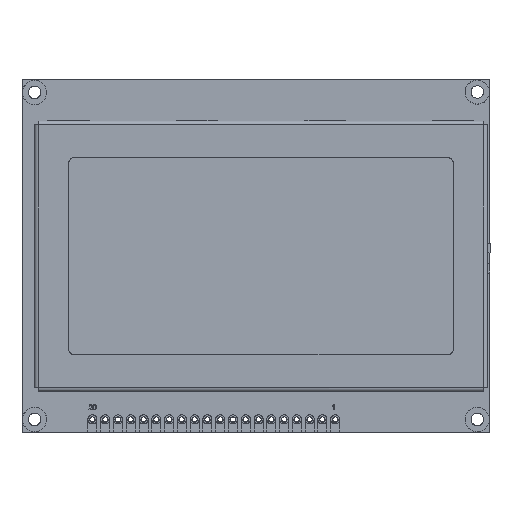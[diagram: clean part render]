
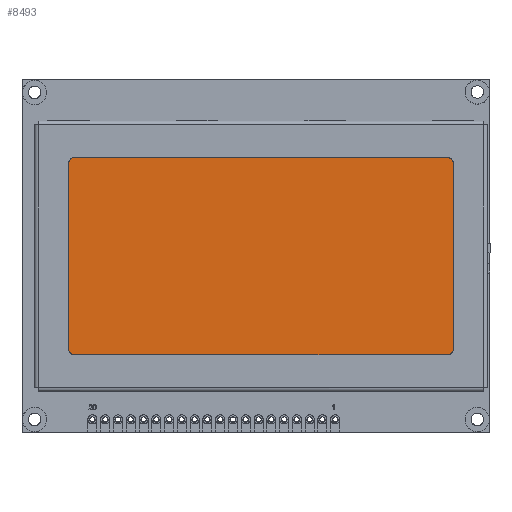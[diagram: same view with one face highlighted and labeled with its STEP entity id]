
A CAD part, top view. The second image highlights one B-rep face of the part: STEP entity #8493.
In plain terms, the highlighted planar face has unit normal (0, 0, 1).
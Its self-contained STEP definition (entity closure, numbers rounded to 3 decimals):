
#8493=ADVANCED_FACE('',(#9307),#24686,.T.);
#9307=FACE_OUTER_BOUND('',#10121,.T.);
#10121=EDGE_LOOP('',(#11102,#11103,#11104,#11105,#11106,#11107,#11108,#11109));
#11102=ORIENTED_EDGE('',*,*,#14716,.T.);
#11103=ORIENTED_EDGE('',*,*,#14717,.T.);
#11104=ORIENTED_EDGE('',*,*,#14718,.T.);
#11105=ORIENTED_EDGE('',*,*,#14719,.T.);
#11106=ORIENTED_EDGE('',*,*,#14720,.T.);
#11107=ORIENTED_EDGE('',*,*,#14721,.T.);
#11108=ORIENTED_EDGE('',*,*,#14722,.T.);
#11109=ORIENTED_EDGE('',*,*,#14723,.T.);
#14716=EDGE_CURVE('',#21440,#21441,#20168,.T.);
#14717=EDGE_CURVE('',#21441,#21442,#18078,.T.);
#14718=EDGE_CURVE('',#21442,#21443,#20169,.T.);
#14719=EDGE_CURVE('',#21443,#21444,#18079,.T.);
#14720=EDGE_CURVE('',#21444,#21445,#20170,.T.);
#14721=EDGE_CURVE('',#21445,#21446,#18080,.T.);
#14722=EDGE_CURVE('',#21446,#21447,#20171,.T.);
#14723=EDGE_CURVE('',#21447,#21440,#18081,.T.);
#18078=(
BOUNDED_CURVE()
B_SPLINE_CURVE(2,(#25962,#25963,#25964),.UNSPECIFIED.,.F.,.F.)
B_SPLINE_CURVE_WITH_KNOTS((3,3),(0.,1.571),.UNSPECIFIED.)
CURVE()
GEOMETRIC_REPRESENTATION_ITEM()
RATIONAL_B_SPLINE_CURVE((1.,0.707,1.))
REPRESENTATION_ITEM('')
);
#18079=(
BOUNDED_CURVE()
B_SPLINE_CURVE(2,(#25967,#25968,#25969),.UNSPECIFIED.,.F.,.F.)
B_SPLINE_CURVE_WITH_KNOTS((3,3),(0.,1.571),.UNSPECIFIED.)
CURVE()
GEOMETRIC_REPRESENTATION_ITEM()
RATIONAL_B_SPLINE_CURVE((1.,0.707,1.))
REPRESENTATION_ITEM('')
);
#18080=(
BOUNDED_CURVE()
B_SPLINE_CURVE(2,(#25972,#25973,#25974),.UNSPECIFIED.,.F.,.F.)
B_SPLINE_CURVE_WITH_KNOTS((3,3),(0.,1.571),.UNSPECIFIED.)
CURVE()
GEOMETRIC_REPRESENTATION_ITEM()
RATIONAL_B_SPLINE_CURVE((1.,0.707,1.))
REPRESENTATION_ITEM('')
);
#18081=(
BOUNDED_CURVE()
B_SPLINE_CURVE(2,(#25977,#25978,#25979),.UNSPECIFIED.,.F.,.F.)
B_SPLINE_CURVE_WITH_KNOTS((3,3),(0.,1.571),.UNSPECIFIED.)
CURVE()
GEOMETRIC_REPRESENTATION_ITEM()
RATIONAL_B_SPLINE_CURVE((1.,0.707,1.))
REPRESENTATION_ITEM('')
);
#20168=B_SPLINE_CURVE_WITH_KNOTS('',1,(#25960,#25961),.UNSPECIFIED.,.F.,
 .F.,(2,2),(0.,58.),.UNSPECIFIED.);
#20169=B_SPLINE_CURVE_WITH_KNOTS('',1,(#25965,#25966),.UNSPECIFIED.,.F.,
 .F.,(2,2),(0.,30.6),.UNSPECIFIED.);
#20170=B_SPLINE_CURVE_WITH_KNOTS('',1,(#25970,#25971),.UNSPECIFIED.,.F.,
 .F.,(2,2),(0.,58.),.UNSPECIFIED.);
#20171=B_SPLINE_CURVE_WITH_KNOTS('',1,(#25975,#25976),.UNSPECIFIED.,.F.,
 .F.,(2,2),(0.,30.6),.UNSPECIFIED.);
#21440=VERTEX_POINT('',#25952);
#21441=VERTEX_POINT('',#25953);
#21442=VERTEX_POINT('',#25954);
#21443=VERTEX_POINT('',#25955);
#21444=VERTEX_POINT('',#25956);
#21445=VERTEX_POINT('',#25957);
#21446=VERTEX_POINT('',#25958);
#21447=VERTEX_POINT('',#25959);
#24686=PLANE('',#25118);
#25118=AXIS2_PLACEMENT_3D('',#25951,#25534,$);
#25534=DIRECTION('',(0.,0.,1.));
#25951=CARTESIAN_POINT('',(-12.394,8.848,5.316));
#25952=CARTESIAN_POINT('',(-3.453,12.788,5.316));
#25953=CARTESIAN_POINT('',(70.498,12.788,5.316));
#25954=CARTESIAN_POINT('',(71.773,13.992,5.316));
#25955=CARTESIAN_POINT('',(71.773,50.839,5.316));
#25956=CARTESIAN_POINT('',(70.498,52.043,5.316));
#25957=CARTESIAN_POINT('',(-3.453,52.043,5.316));
#25958=CARTESIAN_POINT('',(-4.728,50.839,5.316));
#25959=CARTESIAN_POINT('',(-4.728,13.992,5.316));
#25960=CARTESIAN_POINT('',(-3.453,12.788,5.316));
#25961=CARTESIAN_POINT('',(70.498,12.788,5.316));
#25962=CARTESIAN_POINT('',(70.498,12.788,5.316));
#25963=CARTESIAN_POINT('',(71.773,12.788,5.316));
#25964=CARTESIAN_POINT('',(71.773,13.992,5.316));
#25965=CARTESIAN_POINT('',(71.773,13.992,5.316));
#25966=CARTESIAN_POINT('',(71.773,50.839,5.316));
#25967=CARTESIAN_POINT('',(71.773,50.839,5.316));
#25968=CARTESIAN_POINT('',(71.773,52.043,5.316));
#25969=CARTESIAN_POINT('',(70.498,52.043,5.316));
#25970=CARTESIAN_POINT('',(70.498,52.043,5.316));
#25971=CARTESIAN_POINT('',(-3.453,52.043,5.316));
#25972=CARTESIAN_POINT('',(-3.453,52.043,5.316));
#25973=CARTESIAN_POINT('',(-4.728,52.043,5.316));
#25974=CARTESIAN_POINT('',(-4.728,50.839,5.316));
#25975=CARTESIAN_POINT('',(-4.728,50.839,5.316));
#25976=CARTESIAN_POINT('',(-4.728,13.992,5.316));
#25977=CARTESIAN_POINT('',(-4.728,13.992,5.316));
#25978=CARTESIAN_POINT('',(-4.728,12.788,5.316));
#25979=CARTESIAN_POINT('',(-3.453,12.788,5.316));
